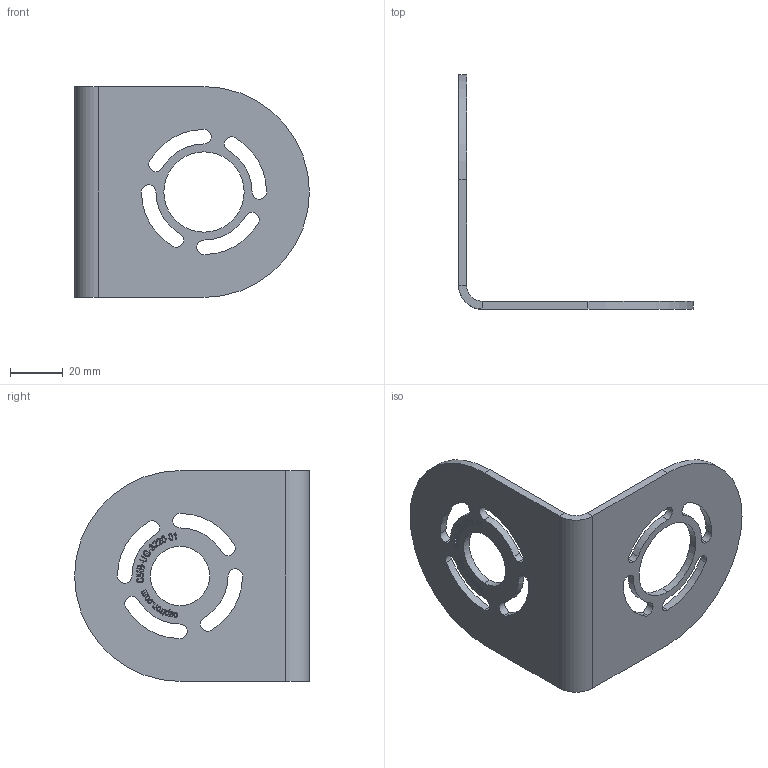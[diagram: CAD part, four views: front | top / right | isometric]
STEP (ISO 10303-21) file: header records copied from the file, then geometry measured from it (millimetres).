
FILE_DESCRIPTION (( 'STEP AP203' ), '1' );
FILE_NAME ('CAP003220-01-B.STEP', '2024-06-10T13:30:01', ( '' ), ( '' ), 'SwSTEP 2.0', 'SolidWorks 2024', '' );
FILE_SCHEMA (( 'CONFIG_CONTROL_DESIGN' ));
Length unit declared in the file: millimetre
Products named in the file (1): CAP003220-01-B
Bounding box: 89.11 x 89.11 x 80 mm (x, y, z)
Volume: 30300.4 mm3; surface area: 23488.9 mm2
Topology: 1 solids, 1 shells, 369 faces, 994 edges, 660 vertices
Faces by surface type: plane 164, bspline 157, cylinder 48
Entity records: 20383 total; most frequent: CARTESIAN_POINT 11989, ORIENTED_EDGE 1988, DIRECTION 1202, EDGE_CURVE 994, VERTEX_POINT 660, VECTOR 584, LINE 584, EDGE_LOOP 422
